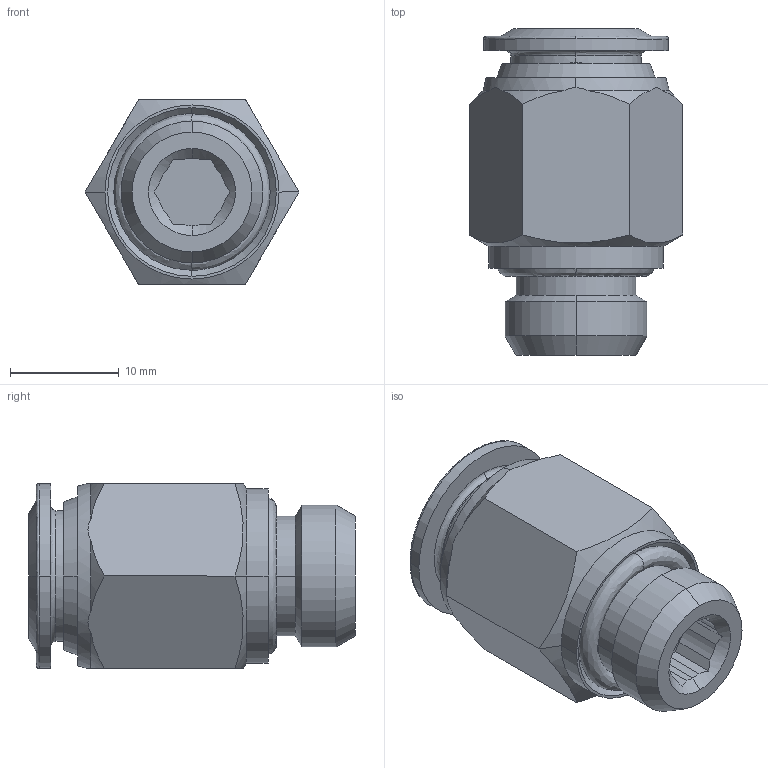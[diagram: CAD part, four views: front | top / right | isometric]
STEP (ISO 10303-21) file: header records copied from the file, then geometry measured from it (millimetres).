
FILE_DESCRIPTION (( 'STEP AP214' ), '1' );
FILE_NAME ('7002000008A.STEP', '2012-10-22T13:47:08', ( '' ), ( '' ), 'SwSTEP 2.0', 'SolidWorks 2012', '' );
FILE_SCHEMA (( 'AUTOMOTIVE_DESIGN' ));
Length unit declared in the file: millimetre
Products named in the file (1): 7002000008A
Bounding box: 19.63 x 30 x 17 mm (x, y, z)
Volume: 5360.6 mm3; surface area: 2612.3 mm2
Topology: 1 solids, 1 shells, 94 faces, 242 edges, 156 vertices
Faces by surface type: plane 34, cone 29, cylinder 21, bspline 10
Entity records: 3652 total; most frequent: CARTESIAN_POINT 1373, ORIENTED_EDGE 484, DIRECTION 452, EDGE_CURVE 242, AXIS2_PLACEMENT_3D 181, VERTEX_POINT 156, EDGE_LOOP 104, CIRCLE 96
